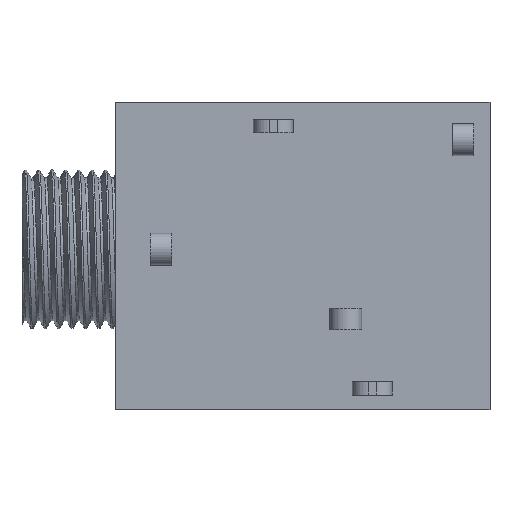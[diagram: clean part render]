
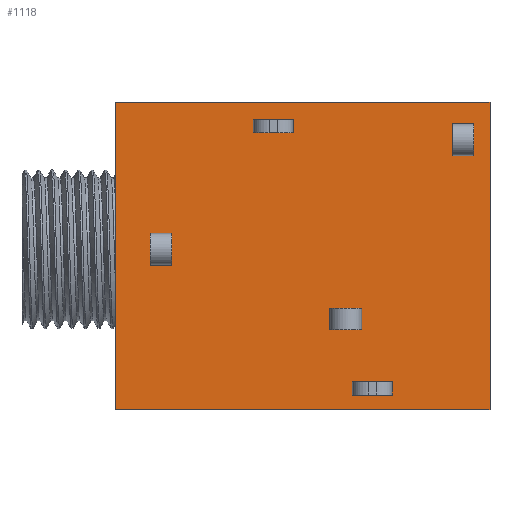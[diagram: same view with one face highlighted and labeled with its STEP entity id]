
A CAD part, front view. The second image highlights one B-rep face of the part: STEP entity #1118.
In plain terms, the highlighted planar face has unit normal (0, -1, 0).
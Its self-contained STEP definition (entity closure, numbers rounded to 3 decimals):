
#146=FACE_OUTER_BOUND('',#215,.T.);
#215=EDGE_LOOP('',(#895,#896,#897,#898));
#283=LINE('',#2932,#385);
#290=LINE('',#2946,#392);
#292=LINE('',#2949,#394);
#293=LINE('',#2951,#395);
#385=VECTOR('',#1363,10.);
#392=VECTOR('',#1374,10.);
#394=VECTOR('',#1378,10.);
#395=VECTOR('',#1381,10.);
#505=VERTEX_POINT('',#2929);
#506=VERTEX_POINT('',#2931);
#510=VERTEX_POINT('',#2943);
#511=VERTEX_POINT('',#2945);
#638=EDGE_CURVE('',#506,#505,#283,.T.);
#645=EDGE_CURVE('',#511,#510,#290,.T.);
#647=EDGE_CURVE('',#510,#506,#292,.T.);
#648=EDGE_CURVE('',#505,#511,#293,.T.);
#895=ORIENTED_EDGE('',*,*,#647,.T.);
#896=ORIENTED_EDGE('',*,*,#638,.T.);
#897=ORIENTED_EDGE('',*,*,#648,.T.);
#898=ORIENTED_EDGE('',*,*,#645,.T.);
#1057=PLANE('',#1211);
#1118=ADVANCED_FACE('',(#146),#1057,.F.);
#1211=AXIS2_PLACEMENT_3D('',#2952,#1382,#1383);
#1363=DIRECTION('',(0.,0.,-1.));
#1374=DIRECTION('',(0.,0.,1.));
#1378=DIRECTION('',(-1.,0.,0.));
#1381=DIRECTION('',(1.,0.,0.));
#1382=DIRECTION('center_axis',(0.,1.,0.));
#1383=DIRECTION('ref_axis',(1.,0.,0.));
#2929=CARTESIAN_POINT('',(3.5,0.,-6.));
#2931=CARTESIAN_POINT('',(3.5,0.,5.5));
#2932=CARTESIAN_POINT('',(3.5,0.,5.5));
#2943=CARTESIAN_POINT('',(17.5,0.,5.5));
#2945=CARTESIAN_POINT('',(17.5,0.,-6.));
#2946=CARTESIAN_POINT('',(17.5,0.,-6.));
#2949=CARTESIAN_POINT('',(17.5,0.,5.5));
#2951=CARTESIAN_POINT('',(3.5,0.,-6.));
#2952=CARTESIAN_POINT('Origin',(10.5,0.,-0.25));
